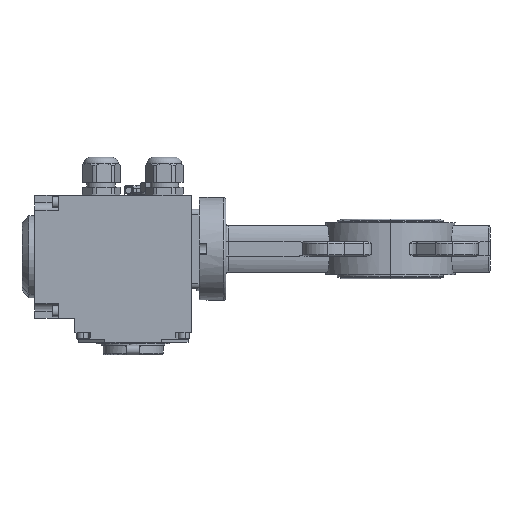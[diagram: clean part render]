
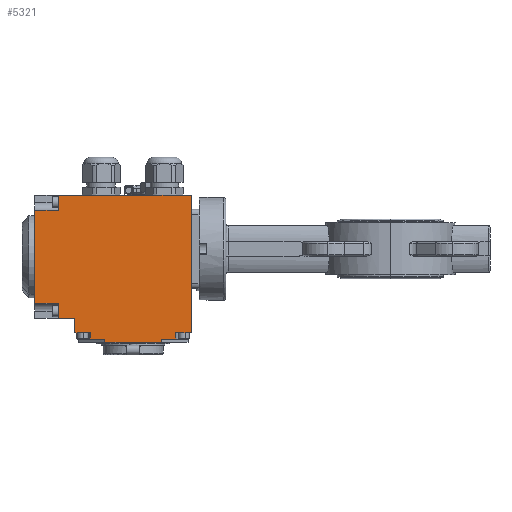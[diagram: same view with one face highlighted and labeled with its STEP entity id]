
A CAD part, left-side view. The second image highlights one B-rep face of the part: STEP entity #5321.
In plain terms, the highlighted planar face has unit normal (-1, 0, 0).
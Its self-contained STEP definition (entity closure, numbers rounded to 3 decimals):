
#105 = CARTESIAN_POINT ( 'NONE',  ( -62.474, 183.129, 27.597 ) ) ;
#134 = ORIENTED_EDGE ( 'NONE', *, *, #10208, .T. ) ;
#652 = LINE ( 'NONE', #1611, #14167 ) ;
#730 = EDGE_CURVE ( 'NONE', #1981, #12136, #652, .T. ) ;
#843 = VECTOR ( 'NONE', #28479, 1000. ) ;
#1253 = LINE ( 'NONE', #16185, #29456 ) ;
#1270 = VERTEX_POINT ( 'NONE', #22235 ) ;
#1308 = DIRECTION ( 'NONE',  ( 0., 0., 1. ) ) ;
#1387 = DIRECTION ( 'NONE',  ( 0., -1., 0. ) ) ;
#1397 = DIRECTION ( 'NONE',  ( 0., 0., -1. ) ) ;
#1474 = DIRECTION ( 'NONE',  ( 0., -1., 0. ) ) ;
#1478 = LINE ( 'NONE', #2752, #18678 ) ;
#1562 = DIRECTION ( 'NONE',  ( 0., 0., 1. ) ) ;
#1611 = CARTESIAN_POINT ( 'NONE',  ( -62.474, 162.879, -55.903 ) ) ;
#1700 = LINE ( 'NONE', #13119, #28803 ) ;
#1734 = CARTESIAN_POINT ( 'NONE',  ( -62.474, 198.129, 27.597 ) ) ;
#1981 = VERTEX_POINT ( 'NONE', #11185 ) ;
#2327 = DIRECTION ( 'NONE',  ( 0., 0., 1. ) ) ;
#2406 = ORIENTED_EDGE ( 'NONE', *, *, #12064, .F. ) ;
#2504 = CARTESIAN_POINT ( 'NONE',  ( -62.474, 183.129, 37.097 ) ) ;
#2565 = VERTEX_POINT ( 'NONE', #27768 ) ;
#2667 = CARTESIAN_POINT ( 'NONE',  ( -62.474, 183.129, -40.903 ) ) ;
#2752 = CARTESIAN_POINT ( 'NONE',  ( -62.474, 153.658, -29.903 ) ) ;
#3613 = DIRECTION ( 'NONE',  ( 0., 0., 1. ) ) ;
#3641 = LINE ( 'NONE', #4995, #6583 ) ;
#3964 = EDGE_CURVE ( 'NONE', #2565, #1270, #1253, .T. ) ;
#4284 = CARTESIAN_POINT ( 'NONE',  ( -62.474, 198.129, -40.903 ) ) ;
#4609 = CARTESIAN_POINT ( 'NONE',  ( -62.474, 153.658, -53.903 ) ) ;
#4900 = VECTOR ( 'NONE', #8693, 1000. ) ;
#4983 = EDGE_CURVE ( 'NONE', #12136, #14049, #7086, .T. ) ;
#4995 = CARTESIAN_POINT ( 'NONE',  ( -62.474, 172.629, -49.903 ) ) ;
#5321 = ADVANCED_FACE ( 'NONE', ( #11847 ), #14777, .F. ) ;
#5399 = ORIENTED_EDGE ( 'NONE', *, *, #16625, .F. ) ;
#5621 = ORIENTED_EDGE ( 'NONE', *, *, #18441, .F. ) ;
#6179 = VECTOR ( 'NONE', #17184, 1000. ) ;
#6233 = CARTESIAN_POINT ( 'NONE',  ( -62.474, 153.658, -53.903 ) ) ;
#6275 = VECTOR ( 'NONE', #1562, 1000. ) ;
#6583 = VECTOR ( 'NONE', #18893, 1000. ) ;
#6789 = DIRECTION ( 'NONE',  ( 0., -1., 0. ) ) ;
#7086 = LINE ( 'NONE', #27113, #4900 ) ;
#7179 = CARTESIAN_POINT ( 'NONE',  ( -62.474, 118.099, -53.903 ) ) ;
#7434 = VERTEX_POINT ( 'NONE', #17090 ) ;
#7742 = DIRECTION ( 'NONE',  ( 0., 0., -1. ) ) ;
#7835 = CARTESIAN_POINT ( 'NONE',  ( -62.474, 198.129, -40.903 ) ) ;
#8449 = CARTESIAN_POINT ( 'NONE',  ( -62.474, 183.129, -40.903 ) ) ;
#8693 = DIRECTION ( 'NONE',  ( 0., 1., 0. ) ) ;
#8768 = DIRECTION ( 'NONE',  ( 0., -1., 0. ) ) ;
#9387 = CARTESIAN_POINT ( 'NONE',  ( -62.474, 99.129, -49.903 ) ) ;
#9405 = VERTEX_POINT ( 'NONE', #105 ) ;
#9586 = VECTOR ( 'NONE', #6789, 1000. ) ;
#9637 = LINE ( 'NONE', #1734, #19884 ) ;
#10101 = AXIS2_PLACEMENT_3D ( 'NONE', #7835, #26577, #26767 ) ;
#10208 = EDGE_CURVE ( 'NONE', #13573, #21123, #1700, .T. ) ;
#10323 = LINE ( 'NONE', #27145, #24608 ) ;
#10489 = ORIENTED_EDGE ( 'NONE', *, *, #14079, .T. ) ;
#11185 = CARTESIAN_POINT ( 'NONE',  ( -62.474, 162.879, -53.903 ) ) ;
#11411 = EDGE_CURVE ( 'NONE', #18660, #16295, #13996, .T. ) ;
#11699 = ORIENTED_EDGE ( 'NONE', *, *, #24351, .T. ) ;
#11770 = ORIENTED_EDGE ( 'NONE', *, *, #29701, .T. ) ;
#11847 = FACE_OUTER_BOUND ( 'NONE', #19509, .T. ) ;
#11885 = CARTESIAN_POINT ( 'NONE',  ( -62.474, 198.129, 37.097 ) ) ;
#12064 = EDGE_CURVE ( 'NONE', #13573, #2565, #25921, .T. ) ;
#12136 = VERTEX_POINT ( 'NONE', #26193 ) ;
#12312 = VERTEX_POINT ( 'NONE', #25138 ) ;
#13040 = VECTOR ( 'NONE', #1387, 1000. ) ;
#13058 = ORIENTED_EDGE ( 'NONE', *, *, #19575, .T. ) ;
#13119 = CARTESIAN_POINT ( 'NONE',  ( -62.474, 118.099, -53.903 ) ) ;
#13573 = VERTEX_POINT ( 'NONE', #7179 ) ;
#13996 = LINE ( 'NONE', #4284, #14345 ) ;
#14049 = VERTEX_POINT ( 'NONE', #14070 ) ;
#14070 = CARTESIAN_POINT ( 'NONE',  ( -62.474, 172.629, -49.903 ) ) ;
#14079 = EDGE_CURVE ( 'NONE', #12312, #24584, #26196, .T. ) ;
#14085 = ORIENTED_EDGE ( 'NONE', *, *, #3964, .F. ) ;
#14167 = VECTOR ( 'NONE', #1308, 1000. ) ;
#14345 = VECTOR ( 'NONE', #2327, 1000. ) ;
#14533 = ORIENTED_EDGE ( 'NONE', *, *, #14911, .F. ) ;
#14777 = PLANE ( 'NONE',  #10101 ) ;
#14911 = EDGE_CURVE ( 'NONE', #26602, #24584, #20993, .T. ) ;
#15007 = LINE ( 'NONE', #17849, #6275 ) ;
#15237 = LINE ( 'NONE', #6233, #25882 ) ;
#16049 = CARTESIAN_POINT ( 'NONE',  ( -62.474, 108.879, -53.903 ) ) ;
#16059 = ORIENTED_EDGE ( 'NONE', *, *, #20696, .T. ) ;
#16185 = CARTESIAN_POINT ( 'NONE',  ( -62.474, 162.879, -55.903 ) ) ;
#16226 = ORIENTED_EDGE ( 'NONE', *, *, #730, .F. ) ;
#16295 = VERTEX_POINT ( 'NONE', #17977 ) ;
#16323 = EDGE_CURVE ( 'NONE', #25239, #27627, #24985, .T. ) ;
#16625 = EDGE_CURVE ( 'NONE', #9405, #26602, #10323, .T. ) ;
#16663 = ORIENTED_EDGE ( 'NONE', *, *, #20651, .F. ) ;
#16744 = DIRECTION ( 'NONE',  ( 0., 0., 1. ) ) ;
#16888 = CARTESIAN_POINT ( 'NONE',  ( -62.474, 118.099, -29.903 ) ) ;
#16910 = ORIENTED_EDGE ( 'NONE', *, *, #16323, .T. ) ;
#17090 = CARTESIAN_POINT ( 'NONE',  ( -62.474, 108.879, -49.903 ) ) ;
#17184 = DIRECTION ( 'NONE',  ( 0., 0., -1. ) ) ;
#17699 = VECTOR ( 'NONE', #1397, 1000. ) ;
#17849 = CARTESIAN_POINT ( 'NONE',  ( -62.474, 108.879, -55.903 ) ) ;
#17977 = CARTESIAN_POINT ( 'NONE',  ( -62.474, 198.129, 27.597 ) ) ;
#18204 = LINE ( 'NONE', #20012, #13040 ) ;
#18441 = EDGE_CURVE ( 'NONE', #12312, #7434, #3641, .T. ) ;
#18453 = CARTESIAN_POINT ( 'NONE',  ( -62.474, 172.629, -49.903 ) ) ;
#18660 = VERTEX_POINT ( 'NONE', #24801 ) ;
#18678 = VECTOR ( 'NONE', #7742, 1000. ) ;
#18748 = DIRECTION ( 'NONE',  ( 0., 1., 0. ) ) ;
#18893 = DIRECTION ( 'NONE',  ( 0., 1., 0. ) ) ;
#19509 = EDGE_LOOP ( 'NONE', ( #16059, #16663, #30302, #16226, #11770, #30160, #14085, #2406, #134, #20117, #5621, #10489, #14533, #5399, #13058, #28807, #11699, #16910 ) ) ;
#19575 = EDGE_CURVE ( 'NONE', #9405, #16295, #9637, .T. ) ;
#19884 = VECTOR ( 'NONE', #29864, 1000. ) ;
#20012 = CARTESIAN_POINT ( 'NONE',  ( -62.474, 198.129, -31.403 ) ) ;
#20117 = ORIENTED_EDGE ( 'NONE', *, *, #26918, .T. ) ;
#20177 = LINE ( 'NONE', #18453, #27525 ) ;
#20651 = EDGE_CURVE ( 'NONE', #14049, #27609, #20177, .T. ) ;
#20696 = EDGE_CURVE ( 'NONE', #27627, #27609, #29000, .T. ) ;
#20993 = LINE ( 'NONE', #11885, #843 ) ;
#21123 = VERTEX_POINT ( 'NONE', #16049 ) ;
#21248 = VERTEX_POINT ( 'NONE', #4609 ) ;
#21304 = EDGE_CURVE ( 'NONE', #21248, #1270, #1478, .T. ) ;
#21427 = VECTOR ( 'NONE', #16744, 1000. ) ;
#22233 = DIRECTION ( 'NONE',  ( 0., 0., 1. ) ) ;
#22235 = CARTESIAN_POINT ( 'NONE',  ( -62.474, 153.658, -55.903 ) ) ;
#22953 = CARTESIAN_POINT ( 'NONE',  ( -62.474, 183.129, -31.403 ) ) ;
#24351 = EDGE_CURVE ( 'NONE', #18660, #25239, #18204, .T. ) ;
#24584 = VERTEX_POINT ( 'NONE', #25954 ) ;
#24608 = VECTOR ( 'NONE', #3613, 1000. ) ;
#24801 = CARTESIAN_POINT ( 'NONE',  ( -62.474, 198.129, -31.403 ) ) ;
#24985 = LINE ( 'NONE', #8449, #17699 ) ;
#25138 = CARTESIAN_POINT ( 'NONE',  ( -62.474, 99.129, -49.903 ) ) ;
#25239 = VERTEX_POINT ( 'NONE', #22953 ) ;
#25882 = VECTOR ( 'NONE', #8768, 1000. ) ;
#25921 = LINE ( 'NONE', #16888, #6179 ) ;
#25954 = CARTESIAN_POINT ( 'NONE',  ( -62.474, 99.129, 37.097 ) ) ;
#26193 = CARTESIAN_POINT ( 'NONE',  ( -62.474, 162.879, -49.903 ) ) ;
#26196 = LINE ( 'NONE', #9387, #21427 ) ;
#26577 = DIRECTION ( 'NONE',  ( 1., 0., 0. ) ) ;
#26602 = VERTEX_POINT ( 'NONE', #2504 ) ;
#26767 = DIRECTION ( 'NONE',  ( 0., -1., 0. ) ) ;
#26918 = EDGE_CURVE ( 'NONE', #21123, #7434, #15007, .T. ) ;
#27113 = CARTESIAN_POINT ( 'NONE',  ( -62.474, 172.629, -49.903 ) ) ;
#27145 = CARTESIAN_POINT ( 'NONE',  ( -62.474, 183.129, -40.903 ) ) ;
#27525 = VECTOR ( 'NONE', #22233, 1000. ) ;
#27609 = VERTEX_POINT ( 'NONE', #28769 ) ;
#27627 = VERTEX_POINT ( 'NONE', #2667 ) ;
#27768 = CARTESIAN_POINT ( 'NONE',  ( -62.474, 118.099, -55.903 ) ) ;
#28256 = CARTESIAN_POINT ( 'NONE',  ( -62.474, 198.129, -40.903 ) ) ;
#28479 = DIRECTION ( 'NONE',  ( 0., -1., 0. ) ) ;
#28769 = CARTESIAN_POINT ( 'NONE',  ( -62.474, 172.629, -40.903 ) ) ;
#28803 = VECTOR ( 'NONE', #1474, 1000. ) ;
#28807 = ORIENTED_EDGE ( 'NONE', *, *, #11411, .F. ) ;
#29000 = LINE ( 'NONE', #28256, #9586 ) ;
#29456 = VECTOR ( 'NONE', #18748, 1000. ) ;
#29701 = EDGE_CURVE ( 'NONE', #1981, #21248, #15237, .T. ) ;
#29864 = DIRECTION ( 'NONE',  ( 0., 1., 0. ) ) ;
#30160 = ORIENTED_EDGE ( 'NONE', *, *, #21304, .T. ) ;
#30302 = ORIENTED_EDGE ( 'NONE', *, *, #4983, .F. ) ;
